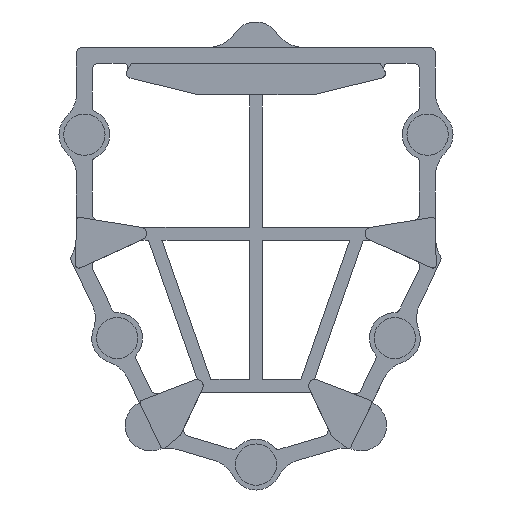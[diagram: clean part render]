
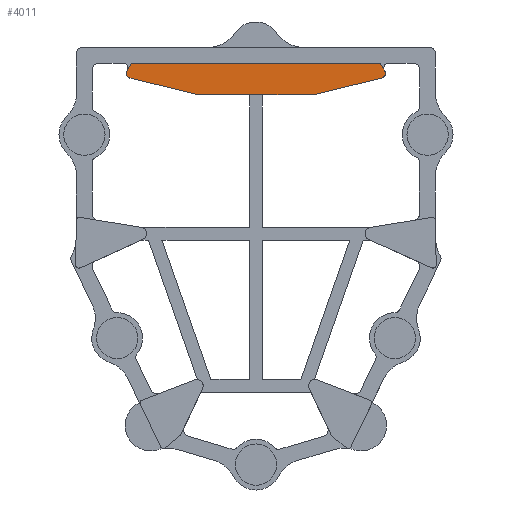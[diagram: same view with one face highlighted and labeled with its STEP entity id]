
A CAD part, front view. The second image highlights one B-rep face of the part: STEP entity #4011.
In plain terms, the highlighted planar face has unit normal (0, -1, 0).
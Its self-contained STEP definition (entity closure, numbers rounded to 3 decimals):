
#63 = CARTESIAN_POINT ( 'NONE',  ( 27.799, -57.896, -15.38 ) ) ;
#130 = DIRECTION ( 'NONE',  ( 0., 0., -1. ) ) ;
#202 = AXIS2_PLACEMENT_3D ( 'NONE', #1931, #5623, #5090 ) ;
#208 = CARTESIAN_POINT ( 'NONE',  ( 164.745, -57.896, 120.617 ) ) ;
#266 = CARTESIAN_POINT ( 'NONE',  ( -18.185, -57.896, 74.303 ) ) ;
#342 = EDGE_CURVE ( 'NONE', #1580, #7003, #4022, .T. ) ;
#488 = DIRECTION ( 'NONE',  ( 0.484, 0., 0.875 ) ) ;
#550 = ORIENTED_EDGE ( 'NONE', *, *, #5276, .T. ) ;
#582 = EDGE_CURVE ( 'NONE', #1373, #1333, #6683, .T. ) ;
#654 = CARTESIAN_POINT ( 'NONE',  ( 129.219, -57.896, 119.117 ) ) ;
#675 = PLANE ( 'NONE',  #1205 ) ;
#757 = VECTOR ( 'NONE', #6941, 1000. ) ;
#828 = CARTESIAN_POINT ( 'NONE',  ( 106.361, -57.896, 126.616 ) ) ;
#889 = ORIENTED_EDGE ( 'NONE', *, *, #2133, .T. ) ;
#1053 = CARTESIAN_POINT ( 'NONE',  ( 165.101, -57.896, 119.16 ) ) ;
#1054 = LINE ( 'NONE', #1087, #6895 ) ;
#1087 = CARTESIAN_POINT ( 'NONE',  ( 0., -57.896, 119.117 ) ) ;
#1205 = AXIS2_PLACEMENT_3D ( 'NONE', #2287, #4567, #2849 ) ;
#1219 = VERTEX_POINT ( 'NONE', #654 ) ;
#1333 = VERTEX_POINT ( 'NONE', #2233 ) ;
#1373 = VERTEX_POINT ( 'NONE', #828 ) ;
#1478 = ORIENTED_EDGE ( 'NONE', *, *, #4196, .T. ) ;
#1502 = DIRECTION ( 'NONE',  ( -0.971, 0., 0.238 ) ) ;
#1580 = VERTEX_POINT ( 'NONE', #1053 ) ;
#1790 = ORIENTED_EDGE ( 'NONE', *, *, #3912, .T. ) ;
#1820 = FACE_OUTER_BOUND ( 'NONE', #4016, .T. ) ;
#1900 = VERTEX_POINT ( 'NONE', #2949 ) ;
#1931 = CARTESIAN_POINT ( 'NONE',  ( 129.219, -57.896, 120.617 ) ) ;
#2133 = EDGE_CURVE ( 'NONE', #2418, #1580, #3346, .T. ) ;
#2233 = CARTESIAN_POINT ( 'NONE',  ( 107.317, -57.896, 124.433 ) ) ;
#2287 = CARTESIAN_POINT ( 'NONE',  ( 0., -57.896, 0. ) ) ;
#2398 = DIRECTION ( 'NONE',  ( 0., -1., 0. ) ) ;
#2418 = VERTEX_POINT ( 'NONE', #2499 ) ;
#2499 = CARTESIAN_POINT ( 'NONE',  ( 164.745, -57.896, 119.117 ) ) ;
#2568 = VECTOR ( 'NONE', #3244, 1000. ) ;
#2599 = LINE ( 'NONE', #4250, #2568 ) ;
#2724 = DIRECTION ( 'NONE',  ( 1., 0., 0. ) ) ;
#2849 = DIRECTION ( 'NONE',  ( 0., 0., -1. ) ) ;
#2869 = EDGE_CURVE ( 'NONE', #1373, #5395, #7057, .T. ) ;
#2889 = CARTESIAN_POINT ( 'NONE',  ( 186.291, -57.896, 125.89 ) ) ;
#2901 = ORIENTED_EDGE ( 'NONE', *, *, #582, .T. ) ;
#2947 = CARTESIAN_POINT ( 'NONE',  ( 107.673, -57.896, 125.89 ) ) ;
#2949 = CARTESIAN_POINT ( 'NONE',  ( 187.603, -57.896, 126.616 ) ) ;
#3244 = DIRECTION ( 'NONE',  ( -1., 0., 0. ) ) ;
#3269 = CIRCLE ( 'NONE', #202, 1.5 ) ;
#3346 = CIRCLE ( 'NONE', #4041, 1.5 ) ;
#3348 = EDGE_CURVE ( 'NONE', #5905, #1333, #5329, .T. ) ;
#3564 = CARTESIAN_POINT ( 'NONE',  ( 34.797, -57.896, 142.181 ) ) ;
#3825 = VERTEX_POINT ( 'NONE', #5588 ) ;
#3912 = EDGE_CURVE ( 'NONE', #1219, #2418, #1054, .T. ) ;
#4011 = ADVANCED_FACE ( 'NONE', ( #1820 ), #675, .T. ) ;
#4016 = EDGE_LOOP ( 'NONE', ( #6747, #2901, #6408, #550, #1790, #889, #4322, #4880, #4873, #1478 ) ) ;
#4022 = LINE ( 'NONE', #266, #5442 ) ;
#4041 = AXIS2_PLACEMENT_3D ( 'NONE', #208, #4950, #130 ) ;
#4067 = DIRECTION ( 'NONE',  ( 0., -1., 0. ) ) ;
#4196 = EDGE_CURVE ( 'NONE', #3825, #5395, #2599, .T. ) ;
#4250 = CARTESIAN_POINT ( 'NONE',  ( 0., -57.896, 129.112 ) ) ;
#4322 = ORIENTED_EDGE ( 'NONE', *, *, #342, .T. ) ;
#4488 = VECTOR ( 'NONE', #1502, 1000. ) ;
#4567 = DIRECTION ( 'NONE',  ( 0., -1., 0. ) ) ;
#4591 = DIRECTION ( 'NONE',  ( 0., 0., -1. ) ) ;
#4613 = VECTOR ( 'NONE', #488, 1000. ) ;
#4676 = AXIS2_PLACEMENT_3D ( 'NONE', #2889, #2398, #6179 ) ;
#4725 = LINE ( 'NONE', #5232, #757 ) ;
#4873 = ORIENTED_EDGE ( 'NONE', *, *, #4922, .T. ) ;
#4880 = ORIENTED_EDGE ( 'NONE', *, *, #6461, .T. ) ;
#4885 = CARTESIAN_POINT ( 'NONE',  ( 128.863, -57.896, 119.16 ) ) ;
#4922 = EDGE_CURVE ( 'NONE', #1900, #3825, #4725, .T. ) ;
#4950 = DIRECTION ( 'NONE',  ( 0., -1., 0. ) ) ;
#5090 = DIRECTION ( 'NONE',  ( 0., 0., -1. ) ) ;
#5232 = CARTESIAN_POINT ( 'NONE',  ( 197.271, -57.896, 109.143 ) ) ;
#5276 = EDGE_CURVE ( 'NONE', #5905, #1219, #3269, .T. ) ;
#5321 = AXIS2_PLACEMENT_3D ( 'NONE', #2947, #4067, #4591 ) ;
#5329 = LINE ( 'NONE', #3564, #4488 ) ;
#5395 = VERTEX_POINT ( 'NONE', #5480 ) ;
#5432 = CARTESIAN_POINT ( 'NONE',  ( 186.647, -57.896, 124.433 ) ) ;
#5442 = VECTOR ( 'NONE', #5667, 1000. ) ;
#5480 = CARTESIAN_POINT ( 'NONE',  ( 107.742, -57.896, 129.112 ) ) ;
#5588 = CARTESIAN_POINT ( 'NONE',  ( 186.223, -57.896, 129.112 ) ) ;
#5623 = DIRECTION ( 'NONE',  ( 0., -1., 0. ) ) ;
#5667 = DIRECTION ( 'NONE',  ( 0.971, 0., 0.238 ) ) ;
#5905 = VERTEX_POINT ( 'NONE', #4885 ) ;
#6179 = DIRECTION ( 'NONE',  ( 0., 0., -1. ) ) ;
#6408 = ORIENTED_EDGE ( 'NONE', *, *, #3348, .F. ) ;
#6461 = EDGE_CURVE ( 'NONE', #7003, #1900, #6509, .T. ) ;
#6509 = CIRCLE ( 'NONE', #4676, 1.5 ) ;
#6683 = CIRCLE ( 'NONE', #5321, 1.5 ) ;
#6747 = ORIENTED_EDGE ( 'NONE', *, *, #2869, .F. ) ;
#6895 = VECTOR ( 'NONE', #2724, 1000. ) ;
#6941 = DIRECTION ( 'NONE',  ( -0.484, 0., 0.875 ) ) ;
#7003 = VERTEX_POINT ( 'NONE', #5432 ) ;
#7057 = LINE ( 'NONE', #63, #4613 ) ;
